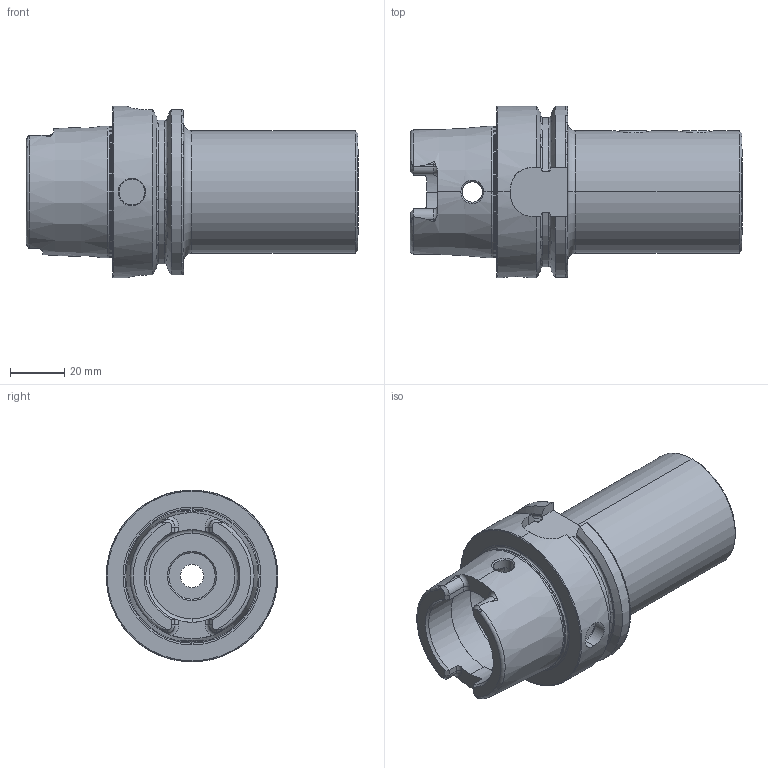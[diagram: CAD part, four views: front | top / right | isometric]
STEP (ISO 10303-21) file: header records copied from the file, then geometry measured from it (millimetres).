
FILE_DESCRIPTION (( 'STEP AP214' ), '1' );
FILE_NAME ('HA6.K25.K01.090.STEP', '2018-11-09T07:37:23', ( 'SWIAdmin' ), ( 'Hewlett-Packard Company' ), 'SwSTEP 2.0', 'SolidWorks 2017', '' );
FILE_SCHEMA (( 'AUTOMOTIVE_DESIGN' ));
Length unit declared in the file: millimetre
Products named in the file (4): K32-ER2.012.014_PreviewCfg; K32-ER1.012.012; HA6-K25.K01.090_A_Fertigbearbeitung; HA6.K25.K01.090
Assembly tree (3 placements, depth 2):
  HA6.K25.K01.090
    HA6-K25.K01.090_A_Fertigbearbeitung
    K32-ER1.012.012
    K32-ER2.012.014_PreviewCfg
Bounding box: 121.9 x 63 x 63 mm (x, y, z)
Volume: 153834.9 mm3; surface area: 37565.3 mm2
Topology: 3 solids, 3 shells, 227 faces, 565 edges, 343 vertices
Faces by surface type: plane 75, cylinder 61, cone 50, torus 37, bspline 4
Entity records: 9924 total; most frequent: CARTESIAN_POINT 2925, ORIENTED_EDGE 1118, DIRECTION 1094, EDGE_CURVE 559, AXIS2_PLACEMENT_3D 443, VERTEX_POINT 343, EDGE_LOOP 242, FACE_OUTER_BOUND 227
